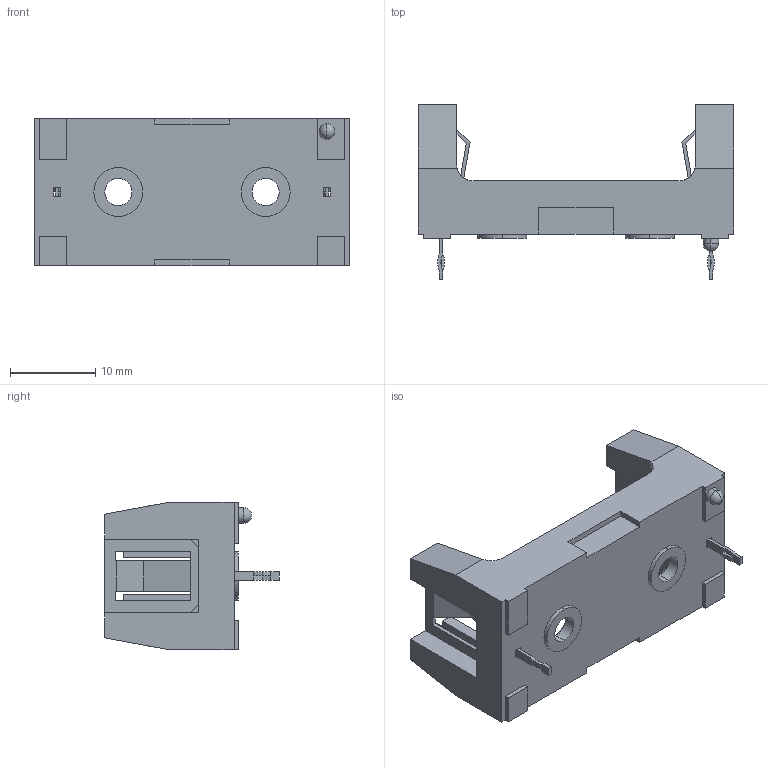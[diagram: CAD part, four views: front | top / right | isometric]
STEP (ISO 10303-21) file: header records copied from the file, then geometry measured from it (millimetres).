
FILE_DESCRIPTION (( 'STEP AP214' ), '1' );
FILE_NAME ('BH-CR2-PC.STEP', '2019-11-12T12:22:26', ( '' ), ( '' ), 'SwSTEP 2.0', 'SolidWorks 2017', '' );
FILE_SCHEMA (( 'AUTOMOTIVE_DESIGN' ));
Length unit declared in the file: millimetre
Products named in the file (1): BH-CR2-PC
Bounding box: 37.13 x 20.57 x 17.32 mm (x, y, z)
Volume: 3164.8 mm3; surface area: 3603.6 mm2
Topology: 3 solids, 3 shells, 253 faces, 718 edges, 471 vertices
Faces by surface type: plane 209, cylinder 42, sphere 2
Entity records: 8250 total; most frequent: CARTESIAN_POINT 1547, ORIENTED_EDGE 1428, DIRECTION 1314, EDGE_CURVE 714, LINE 598, VECTOR 598, VERTEX_POINT 469, AXIS2_PLACEMENT_3D 358
